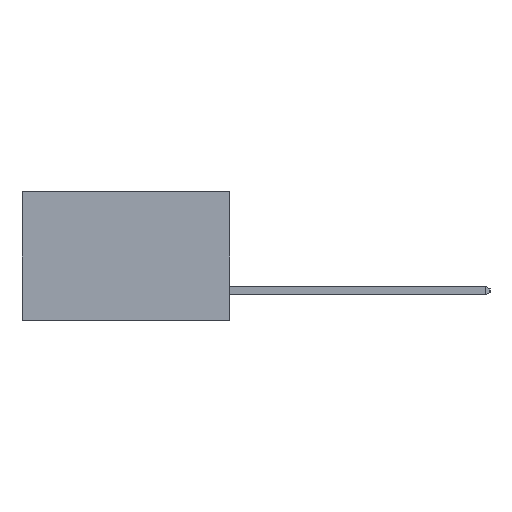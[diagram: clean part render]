
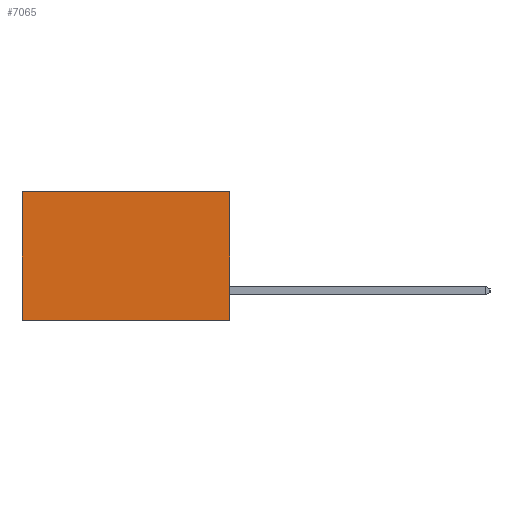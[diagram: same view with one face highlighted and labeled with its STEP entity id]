
A CAD part, left-side view. The second image highlights one B-rep face of the part: STEP entity #7065.
In plain terms, the highlighted planar face has unit normal (-1, 0, 0).
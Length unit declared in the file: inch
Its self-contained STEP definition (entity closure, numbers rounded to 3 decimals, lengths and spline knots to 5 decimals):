
#9 = LINE ( 'NONE', #5212, #3345 ) ;
#249 = DIRECTION ( 'NONE',  ( 0., 1., 0. ) ) ;
#561 = CARTESIAN_POINT ( 'NONE',  ( 0.2615, 0., -0.37 ) ) ;
#1260 = DIRECTION ( 'NONE',  ( 0., 0., -1. ) ) ;
#1650 = CARTESIAN_POINT ( 'NONE',  ( 0.2615, 0., -0.37 ) ) ;
#2265 = ORIENTED_EDGE ( 'NONE', *, *, #13836, .F. ) ;
#2398 = VECTOR ( 'NONE', #1260, 39.37008 ) ;
#2641 = VERTEX_POINT ( 'NONE', #13998 ) ;
#2660 = VERTEX_POINT ( 'NONE', #8574 ) ;
#3017 = VECTOR ( 'NONE', #3627, 39.37008 ) ;
#3345 = VECTOR ( 'NONE', #5738, 39.37008 ) ;
#3627 = DIRECTION ( 'NONE',  ( 0., 1., 0. ) ) ;
#3690 = ORIENTED_EDGE ( 'NONE', *, *, #7152, .T. ) ;
#3701 = EDGE_CURVE ( 'NONE', #6125, #7885, #9841, .T. ) ;
#3795 = CARTESIAN_POINT ( 'NONE',  ( 0.2615, 0., 0. ) ) ;
#4654 = DIRECTION ( 'NONE',  ( 0., 0., -1. ) ) ;
#4671 = DIRECTION ( 'NONE',  ( 1., 0., 0. ) ) ;
#4713 = CARTESIAN_POINT ( 'NONE',  ( 0.2615, 0., -0.37 ) ) ;
#4838 = PLANE ( 'NONE',  #14607 ) ;
#5212 = CARTESIAN_POINT ( 'NONE',  ( 0.2615, 0.6, -0.37 ) ) ;
#5738 = DIRECTION ( 'NONE',  ( 0., 0., -1. ) ) ;
#6125 = VERTEX_POINT ( 'NONE', #14384 ) ;
#6242 = ORIENTED_EDGE ( 'NONE', *, *, #3701, .F. ) ;
#7065 = ADVANCED_FACE ( 'NONE', ( #8064 ), #4838, .F. ) ;
#7152 = EDGE_CURVE ( 'NONE', #6125, #2660, #10416, .T. ) ;
#7885 = VERTEX_POINT ( 'NONE', #14221 ) ;
#8047 = LINE ( 'NONE', #561, #12123 ) ;
#8064 = FACE_OUTER_BOUND ( 'NONE', #8977, .T. ) ;
#8574 = CARTESIAN_POINT ( 'NONE',  ( 0.2615, 0.6, 0. ) ) ;
#8977 = EDGE_LOOP ( 'NONE', ( #16822, #2265, #6242, #3690 ) ) ;
#9841 = LINE ( 'NONE', #1650, #2398 ) ;
#10416 = LINE ( 'NONE', #3795, #3017 ) ;
#11151 = EDGE_CURVE ( 'NONE', #2660, #2641, #9, .T. ) ;
#12123 = VECTOR ( 'NONE', #249, 39.37008 ) ;
#13836 = EDGE_CURVE ( 'NONE', #7885, #2641, #8047, .T. ) ;
#13998 = CARTESIAN_POINT ( 'NONE',  ( 0.2615, 0.6, -0.37 ) ) ;
#14221 = CARTESIAN_POINT ( 'NONE',  ( 0.2615, 0., -0.37 ) ) ;
#14384 = CARTESIAN_POINT ( 'NONE',  ( 0.2615, 0., 0. ) ) ;
#14607 = AXIS2_PLACEMENT_3D ( 'NONE', #4713, #4671, #4654 ) ;
#16822 = ORIENTED_EDGE ( 'NONE', *, *, #11151, .T. ) ;
